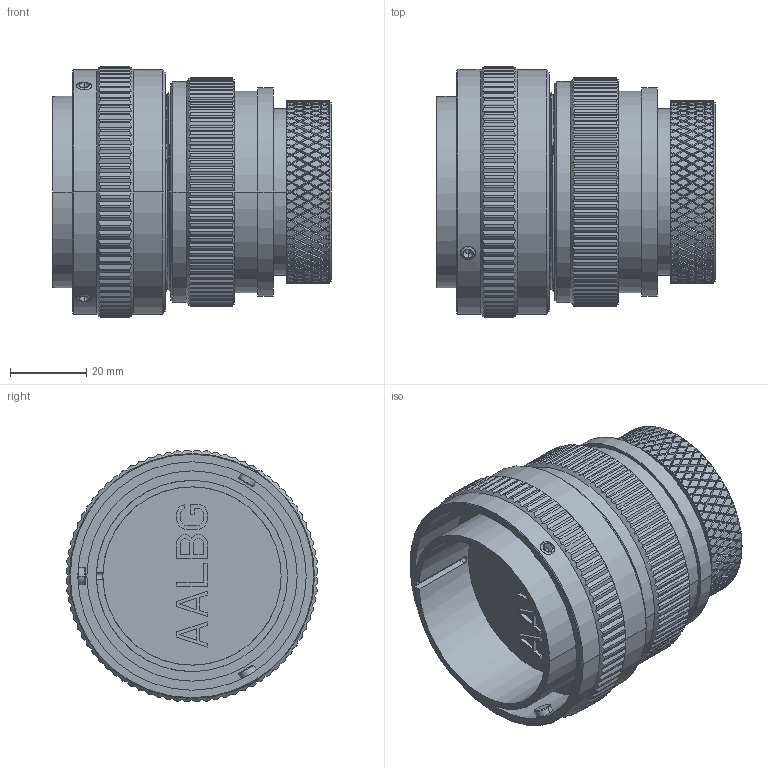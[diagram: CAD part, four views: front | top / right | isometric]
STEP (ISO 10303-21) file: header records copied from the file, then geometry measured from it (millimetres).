
FILE_DESCRIPTION((''),'2;1');
FILE_NAME('VG95234G-36_SW0001','2023-03-23T14:00:48',('paultorloting'),('NET AG system integration'),'CREO PARAMETRIC BY PTC INC, 2021404','CREO PARAMETRIC BY PTC INC, 2021404','');
FILE_SCHEMA(('AUTOMOTIVE_DESIGN { 1 0 10303 214 1 1 1 1 }'));
Products named in the file (1): VG95234G-36_SW0001
Bounding box: 72.97 x 66.04 x 66.04 mm (x, y, z)
Volume: 132776.7 mm3; surface area: 33728.2 mm2
Topology: 1 solids, 1 shells, 2986 faces, 7166 edges, 4214 vertices
Faces by surface type: plane 2284, cylinder 640, cone 52, torus 6, bspline 4
Entity records: 107240 total; most frequent: CARTESIAN_POINT 24437, ORIENTED_EDGE 14320, DIRECTION 11223, EDGE_CURVE 7160, VERTEX_POINT 4214, VECTOR 3808, LINE 3808, AXIS2_PLACEMENT_3D 3706
